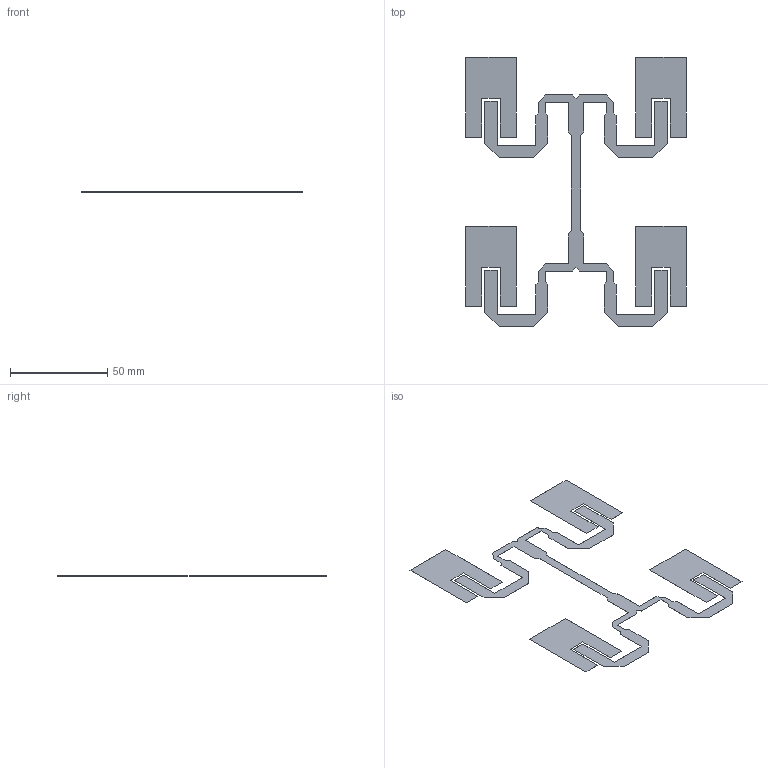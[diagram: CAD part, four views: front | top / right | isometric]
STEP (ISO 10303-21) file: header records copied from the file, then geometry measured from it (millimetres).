
FILE_DESCRIPTION (( 'STEP AP203' ), '1' );
FILE_NAME ('Ïàò÷-àíòåííà3.STP', '2019-02-15T00:00:01', ( '' ), ( '' ), 'SwSTEP 2.0', 'SolidWorks 2015', '' );
FILE_SCHEMA (( 'CONFIG_CONTROL_DESIGN' ));
Length unit declared in the file: millimetre
Products named in the file (1): Ïàò÷-àíòåííà3
Bounding box: 113.71 x 138.68 x 0.02 mm (x, y, z)
Volume: 107.8 mm3; surface area: 12008.7 mm2
Topology: 5 solids, 5 shells, 120 faces, 330 edges, 220 vertices
Faces by surface type: plane 120
Entity records: 3803 total; most frequent: CARTESIAN_POINT 671, ORIENTED_EDGE 660, DIRECTION 572, LINE 330, VECTOR 330, EDGE_CURVE 330, VERTEX_POINT 220, AXIS2_PLACEMENT_3D 121
